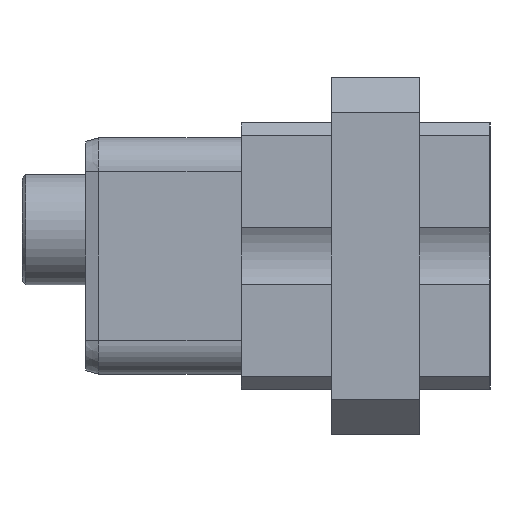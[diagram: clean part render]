
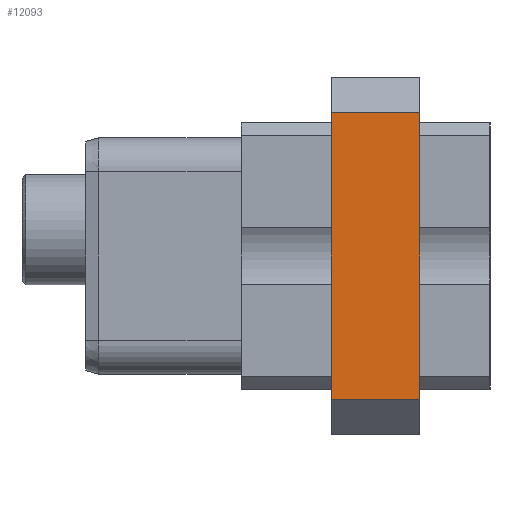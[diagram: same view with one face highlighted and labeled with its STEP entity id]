
A CAD part, left-side view. The second image highlights one B-rep face of the part: STEP entity #12093.
In plain terms, the highlighted planar face has unit normal (-1, 0, 0).
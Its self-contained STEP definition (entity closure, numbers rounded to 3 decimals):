
#295=DIRECTION('',(0.,0.,1.));
#296=VECTOR('',#295,16.3);
#297=CARTESIAN_POINT('',(-28.724,-10.154,-8.15));
#298=LINE('',#297,#296);
#487=DIRECTION('',(0.,1.,0.));
#488=VECTOR('',#487,5.028);
#489=CARTESIAN_POINT('',(-28.724,-10.154,8.15));
#490=LINE('',#489,#488);
#491=DIRECTION('',(0.,0.,1.));
#492=VECTOR('',#491,16.3);
#493=CARTESIAN_POINT('',(-28.724,-5.126,-8.15));
#494=LINE('',#493,#492);
#495=DIRECTION('',(0.,-1.,0.));
#496=VECTOR('',#495,5.028);
#497=CARTESIAN_POINT('',(-28.724,-5.126,-8.15));
#498=LINE('',#497,#496);
#9989=CARTESIAN_POINT('',(-28.724,-5.126,8.15));
#9991=VERTEX_POINT('',#9989);
#9994=CARTESIAN_POINT('',(-28.724,-5.126,-8.15));
#9996=VERTEX_POINT('',#9994);
#10005=CARTESIAN_POINT('',(-28.724,-10.154,8.15));
#10007=VERTEX_POINT('',#10005);
#10010=CARTESIAN_POINT('',(-28.724,-10.154,-8.15));
#10012=VERTEX_POINT('',#10010);
#12080=CARTESIAN_POINT('',(-28.724,-5.65,-10.14));
#12081=DIRECTION('',(-1.,0.,0.));
#12082=DIRECTION('',(0.,0.,1.));
#12083=AXIS2_PLACEMENT_3D('',#12080,#12081,#12082);
#12084=PLANE('',#12083);
#12085=ORIENTED_EDGE('',*,*,#11904,.F.);
#12087=ORIENTED_EDGE('',*,*,#12086,.F.);
#12089=ORIENTED_EDGE('',*,*,#12088,.T.);
#12090=ORIENTED_EDGE('',*,*,#12073,.F.);
#12091=EDGE_LOOP('',(#12085,#12087,#12089,#12090));
#12092=FACE_OUTER_BOUND('',#12091,.F.);
#12093=ADVANCED_FACE('',(#12092),#12084,.T.);
#11904=EDGE_CURVE('',#10012,#10007,#298,.T.);
#12073=EDGE_CURVE('',#10007,#9991,#490,.T.);
#12086=EDGE_CURVE('',#9996,#10012,#498,.T.);
#12088=EDGE_CURVE('',#9996,#9991,#494,.T.);
